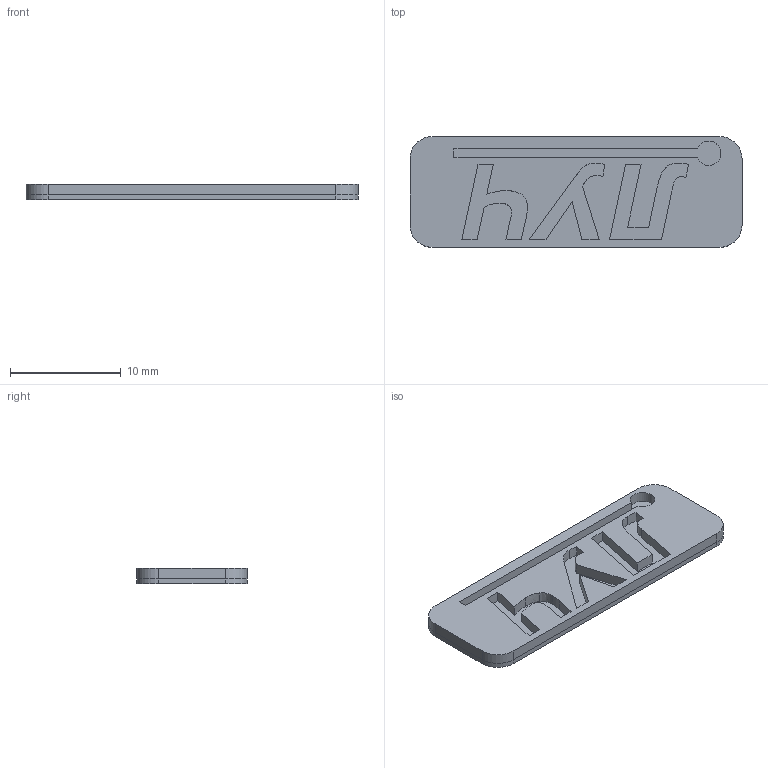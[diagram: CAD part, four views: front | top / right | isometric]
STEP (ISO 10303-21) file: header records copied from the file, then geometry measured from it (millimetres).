
FILE_DESCRIPTION(('STEP AP214'), '1');
FILE_NAME('Logo_ray', '', ('UNSPECIFIED'), ('UNSPECIFIED'), 'C3D Converter', 'C3D Toolkit', '');
FILE_SCHEMA(('AUTOMOTIVE_DESIGN { 1 0 10303 214 3 1 1}'));
Length unit declared in the file: millimetre
Bounding box: 30 x 10 x 1.4 mm (x, y, z)
Volume: 340.5 mm3; surface area: 1278.7 mm2
Topology: 2 solids, 2 shells, 69 faces, 195 edges, 130 vertices
Faces by surface type: plane 38, extrusion 22, cylinder 9
Entity records: 2865 total; most frequent: CARTESIAN_POINT 527, ORIENTED_EDGE 390, DIRECTION 287, EDGE_CURVE 195, VECTOR 155, LINE 133, VERTEX_POINT 130, FACE_BOUND 77
